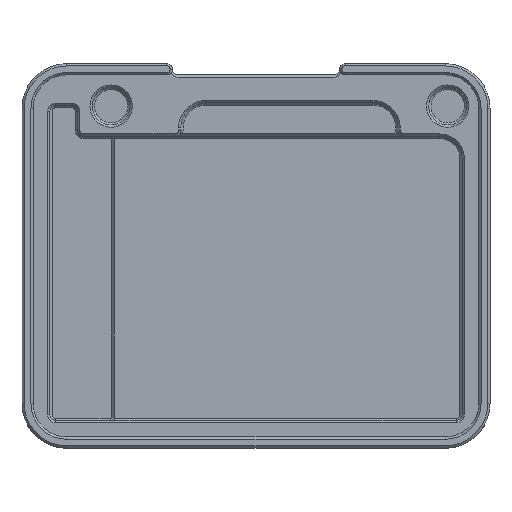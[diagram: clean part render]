
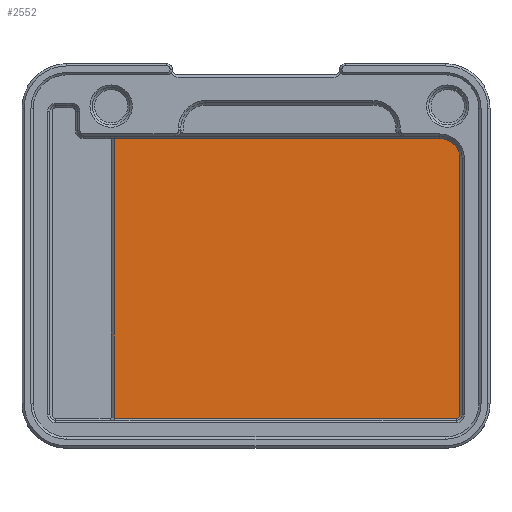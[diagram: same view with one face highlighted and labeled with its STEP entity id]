
A CAD part, top view. The second image highlights one B-rep face of the part: STEP entity #2552.
In plain terms, the highlighted planar face has unit normal (0, 0, 1).
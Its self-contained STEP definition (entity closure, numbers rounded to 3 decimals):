
#125=CIRCLE('',#2749,0.3);
#127=CIRCLE('',#2753,1.8);
#330=FACE_OUTER_BOUND('',#489,.T.);
#489=EDGE_LOOP('',(#2242,#2243,#2244,#2245,#2246,#2247));
#666=LINE('',#4122,#925);
#670=LINE('',#4134,#929);
#673=LINE('',#4144,#932);
#754=LINE('',#4334,#1013);
#925=VECTOR('',#3324,10.);
#929=VECTOR('',#3336,10.);
#932=VECTOR('',#3347,10.);
#1013=VECTOR('',#3564,10.);
#1189=VERTEX_POINT('',#4119);
#1190=VERTEX_POINT('',#4121);
#1192=VERTEX_POINT('',#4126);
#1194=VERTEX_POINT('',#4132);
#1196=VERTEX_POINT('',#4138);
#1197=VERTEX_POINT('',#4143);
#1478=EDGE_CURVE('',#1189,#1190,#666,.T.);
#1481=EDGE_CURVE('',#1192,#1189,#125,.T.);
#1484=EDGE_CURVE('',#1194,#1192,#670,.T.);
#1487=EDGE_CURVE('',#1196,#1194,#127,.T.);
#1489=EDGE_CURVE('',#1197,#1196,#673,.T.);
#1590=EDGE_CURVE('',#1190,#1197,#754,.T.);
#2242=ORIENTED_EDGE('',*,*,#1489,.F.);
#2243=ORIENTED_EDGE('',*,*,#1590,.F.);
#2244=ORIENTED_EDGE('',*,*,#1478,.F.);
#2245=ORIENTED_EDGE('',*,*,#1481,.F.);
#2246=ORIENTED_EDGE('',*,*,#1484,.F.);
#2247=ORIENTED_EDGE('',*,*,#1487,.F.);
#2401=PLANE('',#2823);
#2552=ADVANCED_FACE('',(#330),#2401,.T.);
#2749=AXIS2_PLACEMENT_3D('',#4128,#3329,#3330);
#2753=AXIS2_PLACEMENT_3D('',#4140,#3341,#3342);
#2823=AXIS2_PLACEMENT_3D('',#4333,#3562,#3563);
#3324=DIRECTION('',(-1.,0.,0.));
#3329=DIRECTION('center_axis',(0.,0.,-1.));
#3330=DIRECTION('ref_axis',(0.707,-0.707,0.));
#3336=DIRECTION('',(0.,-1.,0.));
#3341=DIRECTION('center_axis',(0.,0.,-1.));
#3342=DIRECTION('ref_axis',(0.707,0.707,0.));
#3347=DIRECTION('',(1.,0.,0.));
#3562=DIRECTION('center_axis',(0.,0.,1.));
#3563=DIRECTION('ref_axis',(1.,0.,0.));
#3564=DIRECTION('',(0.,1.,0.));
#4119=CARTESIAN_POINT('',(18.,-14.55,0.9));
#4121=CARTESIAN_POINT('',(-12.7,-14.55,0.9));
#4122=CARTESIAN_POINT('',(-9.25,-14.55,0.9));
#4126=CARTESIAN_POINT('',(18.3,-14.25,0.9));
#4128=CARTESIAN_POINT('Origin',(18.,-14.25,0.9));
#4132=CARTESIAN_POINT('',(18.3,8.75,0.9));
#4134=CARTESIAN_POINT('',(18.3,-7.688,0.9));
#4138=CARTESIAN_POINT('',(16.5,10.55,0.9));
#4140=CARTESIAN_POINT('Origin',(16.5,8.75,0.9));
#4143=CARTESIAN_POINT('',(-12.7,10.55,0.9));
#4144=CARTESIAN_POINT('',(9.25,10.55,0.9));
#4333=CARTESIAN_POINT('Origin',(0.,-0.625,
0.9));
#4334=CARTESIAN_POINT('',(-12.7,5.063,0.9));
